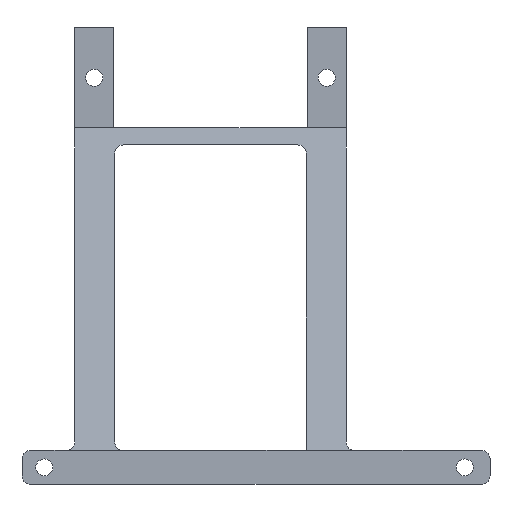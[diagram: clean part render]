
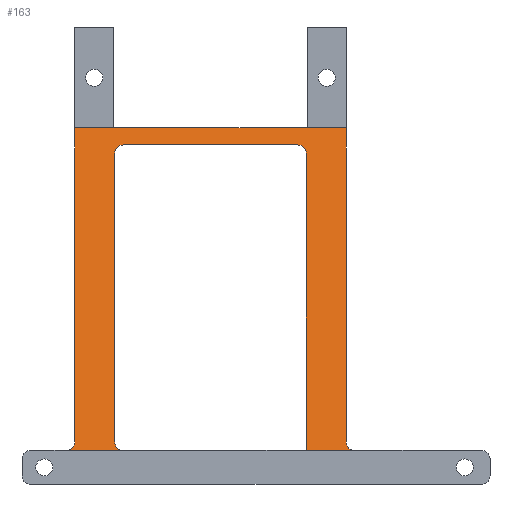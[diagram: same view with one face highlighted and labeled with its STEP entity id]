
A CAD part, front view. The second image highlights one B-rep face of the part: STEP entity #163.
In plain terms, the highlighted face is planar.
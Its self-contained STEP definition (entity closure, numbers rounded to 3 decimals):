
#163=ADVANCED_FACE('',(#496),#498,.T.);
#496=FACE_BOUND('',#497,.T.);
#497=EDGE_LOOP('',(#749,#750,#751,#752,#753,#754,#755,#756,#757,#758,#759,#760,#761,
#762,#763));
#498=PLANE('',#499);
#499=AXIS2_PLACEMENT_3D('',#500,#501,#502);
#500=CARTESIAN_POINT('',(-4.9,8.15,5.9));
#501=DIRECTION('',(0.,-0.966,-0.259));
#502=DIRECTION('',(0.,-0.259,0.966));
#749=ORIENTED_EDGE('',*,*,#935,.F.);
#750=ORIENTED_EDGE('',*,*,#936,.F.);
#751=ORIENTED_EDGE('',*,*,#937,.T.);
#752=ORIENTED_EDGE('',*,*,#938,.F.);
#753=ORIENTED_EDGE('',*,*,#939,.F.);
#754=ORIENTED_EDGE('',*,*,#921,.T.);
#755=ORIENTED_EDGE('',*,*,#940,.F.);
#756=ORIENTED_EDGE('',*,*,#918,.T.);
#757=ORIENTED_EDGE('',*,*,#941,.F.);
#758=ORIENTED_EDGE('',*,*,#942,.F.);
#759=ORIENTED_EDGE('',*,*,#943,.T.);
#760=ORIENTED_EDGE('',*,*,#944,.F.);
#761=ORIENTED_EDGE('',*,*,#945,.F.);
#762=ORIENTED_EDGE('',*,*,#946,.F.);
#763=ORIENTED_EDGE('',*,*,#947,.T.);
#918=EDGE_CURVE('',#1010,#1015,#1017,.F.);
#921=EDGE_CURVE('',#1023,#1020,#1024,.F.);
#935=EDGE_CURVE('',#1050,#1051,#1052,.T.);
#936=EDGE_CURVE('',#1053,#1050,#1054,.T.);
#937=EDGE_CURVE('',#1053,#1055,#1056,.T.);
#938=EDGE_CURVE('',#1057,#1055,#1058,.T.);
#939=EDGE_CURVE('',#1023,#1057,#1059,.T.);
#940=EDGE_CURVE('',#1010,#1020,#1060,.T.);
#941=EDGE_CURVE('',#1061,#1015,#1062,.T.);
#942=EDGE_CURVE('',#1063,#1061,#1064,.F.);
#943=EDGE_CURVE('',#1063,#1065,#1066,.T.);
#944=EDGE_CURVE('',#1067,#1065,#1068,.T.);
#945=EDGE_CURVE('',#1069,#1067,#1070,.T.);
#946=EDGE_CURVE('',#1071,#1069,#1072,.F.);
#947=EDGE_CURVE('',#1071,#1051,#1073,.T.);
#1010=VERTEX_POINT('',#1167);
#1015=VERTEX_POINT('',#1176);
#1017=LINE('',#1180,#1181);
#1020=VERTEX_POINT('',#1188);
#1023=VERTEX_POINT('',#1193);
#1024=LINE('',#1194,#1195);
#1050=VERTEX_POINT('',#1251);
#1051=VERTEX_POINT('',#1252);
#1052=(BOUNDED_CURVE()B_SPLINE_CURVE(3,
(#1253,#1254,#1255,#1256),
.UNSPECIFIED.,.F.,.F.)B_SPLINE_CURVE_WITH_KNOTS((4,4),
(0.,1.),
.UNSPECIFIED.)CURVE()GEOMETRIC_REPRESENTATION_ITEM()RATIONAL_B_SPLINE_CURVE((1.,
0.805,0.805,1.))REPRESENTATION_ITEM(''));
#1053=VERTEX_POINT('',#1257);
#1054=LINE('',#1258,#1259);
#1055=VERTEX_POINT('',#1261);
#1056=LINE('',#1262,#1263);
#1057=VERTEX_POINT('',#1265);
#1058=(BOUNDED_CURVE()B_SPLINE_CURVE(3,
(#1266,#1267,#1268,#1269),
.UNSPECIFIED.,.F.,.F.)B_SPLINE_CURVE_WITH_KNOTS((4,4),
(0.,1.),
.UNSPECIFIED.)CURVE()GEOMETRIC_REPRESENTATION_ITEM()RATIONAL_B_SPLINE_CURVE((1.,
0.805,0.805,1.))REPRESENTATION_ITEM(''));
#1059=LINE('',#1270,#1271);
#1060=LINE('',#1273,#1274);
#1061=VERTEX_POINT('',#1276);
#1062=LINE('',#1277,#1278);
#1063=VERTEX_POINT('',#1280);
#1064=(BOUNDED_CURVE()B_SPLINE_CURVE(3,
(#1281,#1282,#1283,#1284),
.UNSPECIFIED.,.F.,.F.)B_SPLINE_CURVE_WITH_KNOTS((4,4),
(0.,1.),
.UNSPECIFIED.)CURVE()GEOMETRIC_REPRESENTATION_ITEM()RATIONAL_B_SPLINE_CURVE((1.,
0.805,0.805,1.))REPRESENTATION_ITEM(''));
#1065=VERTEX_POINT('',#1285);
#1066=LINE('',#1286,#1287);
#1067=VERTEX_POINT('',#1289);
#1068=(BOUNDED_CURVE()B_SPLINE_CURVE(3,
(#1290,#1291,#1292,#1293),
.UNSPECIFIED.,.F.,.F.)B_SPLINE_CURVE_WITH_KNOTS((4,4),
(0.,1.),
.UNSPECIFIED.)CURVE()GEOMETRIC_REPRESENTATION_ITEM()RATIONAL_B_SPLINE_CURVE((1.,
0.805,0.805,1.))REPRESENTATION_ITEM(''));
#1069=VERTEX_POINT('',#1294);
#1070=LINE('',#1295,#1296);
#1071=VERTEX_POINT('',#1298);
#1072=(BOUNDED_CURVE()B_SPLINE_CURVE(3,
(#1299,#1300,#1301,#1302),
.UNSPECIFIED.,.F.,.F.)B_SPLINE_CURVE_WITH_KNOTS((4,4),
(0.,1.),
.UNSPECIFIED.)CURVE()GEOMETRIC_REPRESENTATION_ITEM()RATIONAL_B_SPLINE_CURVE((1.,
0.805,0.805,1.))REPRESENTATION_ITEM(''));
#1073=LINE('',#1303,#1304);
#1167=CARTESIAN_POINT('',(16.7,8.15,5.9));
#1176=CARTESIAN_POINT('',(21.3,8.15,5.9));
#1180=CARTESIAN_POINT('',(21.3,8.15,5.9));
#1181=VECTOR('',#1182,1.);
#1182=DIRECTION('',(-1.,0.,0.));
#1188=CARTESIAN_POINT('',(-6.,8.15,5.9));
#1193=CARTESIAN_POINT('',(-10.6,8.15,5.9));
#1194=CARTESIAN_POINT('',(-6.,8.15,5.9));
#1195=VECTOR('',#1196,1.);
#1196=DIRECTION('',(-1.,0.,0.));
#1251=CARTESIAN_POINT('',(-5.9,7.347,8.9));
#1252=CARTESIAN_POINT('',(-4.9,7.614,7.9));
#1253=CARTESIAN_POINT('',(-5.9,7.347,8.9));
#1254=CARTESIAN_POINT('',(-5.9,7.503,8.314));
#1255=CARTESIAN_POINT('',(-5.486,7.614,7.9));
#1256=CARTESIAN_POINT('',(-4.9,7.614,7.9));
#1257=CARTESIAN_POINT('',(-5.9,-2.,43.8));
#1258=CARTESIAN_POINT('',(-5.9,-2.,43.8));
#1259=VECTOR('',#1260,1.);
#1260=DIRECTION('',(0.,0.259,-0.966));
#1261=CARTESIAN_POINT('',(-11.6,-2.,43.8));
#1262=CARTESIAN_POINT('',(-5.9,-2.,43.8));
#1263=VECTOR('',#1264,1.);
#1264=DIRECTION('',(-1.,0.,0.));
#1265=CARTESIAN_POINT('',(-10.6,-1.732,42.8));
#1266=CARTESIAN_POINT('',(-10.6,-1.732,42.8));
#1267=CARTESIAN_POINT('',(-10.6,-1.889,43.386));
#1268=CARTESIAN_POINT('',(-11.014,-2.,43.8));
#1269=CARTESIAN_POINT('',(-11.6,-2.,43.8));
#1270=CARTESIAN_POINT('',(-10.6,8.15,5.9));
#1271=VECTOR('',#1272,1.);
#1272=DIRECTION('',(0.,-0.259,0.966));
#1273=CARTESIAN_POINT('',(16.7,8.15,5.9));
#1274=VECTOR('',#1275,1.);
#1275=DIRECTION('',(-1.,0.,0.));
#1276=CARTESIAN_POINT('',(21.3,-1.732,42.8));
#1277=CARTESIAN_POINT('',(21.3,-1.732,42.8));
#1278=VECTOR('',#1279,1.);
#1279=DIRECTION('',(0.,0.259,-0.966));
#1280=CARTESIAN_POINT('',(22.3,-2.,43.8));
#1281=CARTESIAN_POINT('',(21.3,-1.732,42.8));
#1282=CARTESIAN_POINT('',(21.3,-1.889,43.386));
#1283=CARTESIAN_POINT('',(21.714,-2.,43.8));
#1284=CARTESIAN_POINT('',(22.3,-2.,43.8));
#1285=CARTESIAN_POINT('',(15.6,-2.,43.8));
#1286=CARTESIAN_POINT('',(22.3,-2.,43.8));
#1287=VECTOR('',#1288,1.);
#1288=DIRECTION('',(-1.,0.,0.));
#1289=CARTESIAN_POINT('',(16.6,-1.732,42.8));
#1290=CARTESIAN_POINT('',(16.6,-1.732,42.8));
#1291=CARTESIAN_POINT('',(16.6,-1.889,43.386));
#1292=CARTESIAN_POINT('',(16.186,-2.,43.8));
#1293=CARTESIAN_POINT('',(15.6,-2.,43.8));
#1294=CARTESIAN_POINT('',(16.6,7.347,8.9));
#1295=CARTESIAN_POINT('',(16.6,7.347,8.9));
#1296=VECTOR('',#1297,1.);
#1297=DIRECTION('',(0.,-0.259,0.966));
#1298=CARTESIAN_POINT('',(15.6,7.614,7.9));
#1299=CARTESIAN_POINT('',(16.6,7.347,8.9));
#1300=CARTESIAN_POINT('',(16.6,7.503,8.314));
#1301=CARTESIAN_POINT('',(16.186,7.614,7.9));
#1302=CARTESIAN_POINT('',(15.6,7.614,7.9));
#1303=CARTESIAN_POINT('',(15.6,7.614,7.9));
#1304=VECTOR('',#1305,1.);
#1305=DIRECTION('',(-1.,0.,0.));
